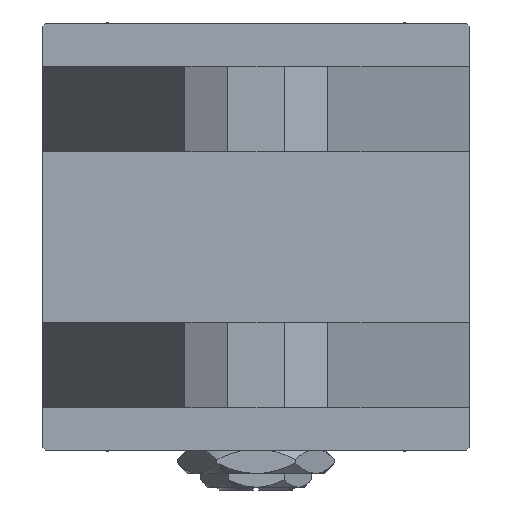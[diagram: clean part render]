
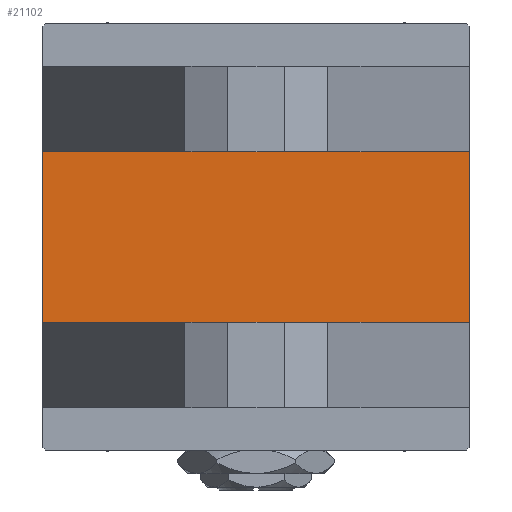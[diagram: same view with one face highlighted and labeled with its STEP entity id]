
A CAD part, left-side view. The second image highlights one B-rep face of the part: STEP entity #21102.
In plain terms, the highlighted planar face has unit normal (-1, 0, 0).
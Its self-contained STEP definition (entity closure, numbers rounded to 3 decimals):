
#773 = CARTESIAN_POINT ( 'NONE',  ( 0., 37.5, 37.5 ) ) ;
#2028 = DIRECTION ( 'NONE',  ( 0., 0., -1. ) ) ;
#3004 = VERTEX_POINT ( 'NONE', #10784 ) ;
#3456 = ORIENTED_EDGE ( 'NONE', *, *, #20641, .F. ) ;
#4871 = VECTOR ( 'NONE', #2028, 1000. ) ;
#6548 = ORIENTED_EDGE ( 'NONE', *, *, #14387, .T. ) ;
#7422 = CARTESIAN_POINT ( 'NONE',  ( 0., -15., 37.5 ) ) ;
#7621 = DIRECTION ( 'NONE',  ( 0., 0., 1. ) ) ;
#7983 = AXIS2_PLACEMENT_3D ( 'NONE', #28740, #28205, #7621 ) ;
#8666 = FACE_OUTER_BOUND ( 'NONE', #37384, .T. ) ;
#8670 = LINE ( 'NONE', #773, #48037 ) ;
#10760 = CARTESIAN_POINT ( 'NONE',  ( 0., 37.5, -37.5 ) ) ;
#10784 = CARTESIAN_POINT ( 'NONE',  ( 0., 15., 37.5 ) ) ;
#11243 = CARTESIAN_POINT ( 'NONE',  ( 0., 15., -37.5 ) ) ;
#12817 = LINE ( 'NONE', #45788, #14684 ) ;
#14387 = EDGE_CURVE ( 'NONE', #3004, #23934, #14417, .T. ) ;
#14417 = LINE ( 'NONE', #22091, #4871 ) ;
#14684 = VECTOR ( 'NONE', #29184, 1000. ) ;
#19207 = LINE ( 'NONE', #10760, #31789 ) ;
#20641 = EDGE_CURVE ( 'NONE', #48177, #26656, #12817, .T. ) ;
#21102 = ADVANCED_FACE ( 'NONE', ( #8666 ), #24253, .T. ) ;
#22091 = CARTESIAN_POINT ( 'NONE',  ( 0., 15., 37.5 ) ) ;
#23934 = VERTEX_POINT ( 'NONE', #11243 ) ;
#24253 = PLANE ( 'NONE',  #7983 ) ;
#25577 = CARTESIAN_POINT ( 'NONE',  ( 0., -15., -37.5 ) ) ;
#26656 = VERTEX_POINT ( 'NONE', #25577 ) ;
#28205 = DIRECTION ( 'NONE',  ( -1., 0., 0. ) ) ;
#28740 = CARTESIAN_POINT ( 'NONE',  ( 0., 0., 0. ) ) ;
#29184 = DIRECTION ( 'NONE',  ( 0., 0., -1. ) ) ;
#30266 = EDGE_CURVE ( 'NONE', #23934, #26656, #19207, .T. ) ;
#31789 = VECTOR ( 'NONE', #38734, 1000. ) ;
#34506 = DIRECTION ( 'NONE',  ( 0., -1., 0. ) ) ;
#37384 = EDGE_LOOP ( 'NONE', ( #46541, #3456, #49510, #6548 ) ) ;
#38734 = DIRECTION ( 'NONE',  ( 0., -1., 0. ) ) ;
#45788 = CARTESIAN_POINT ( 'NONE',  ( 0., -15., 37.5 ) ) ;
#46541 = ORIENTED_EDGE ( 'NONE', *, *, #30266, .T. ) ;
#48037 = VECTOR ( 'NONE', #34506, 1000. ) ;
#48177 = VERTEX_POINT ( 'NONE', #7422 ) ;
#49510 = ORIENTED_EDGE ( 'NONE', *, *, #49753, .F. ) ;
#49753 = EDGE_CURVE ( 'NONE', #3004, #48177, #8670, .T. ) ;
